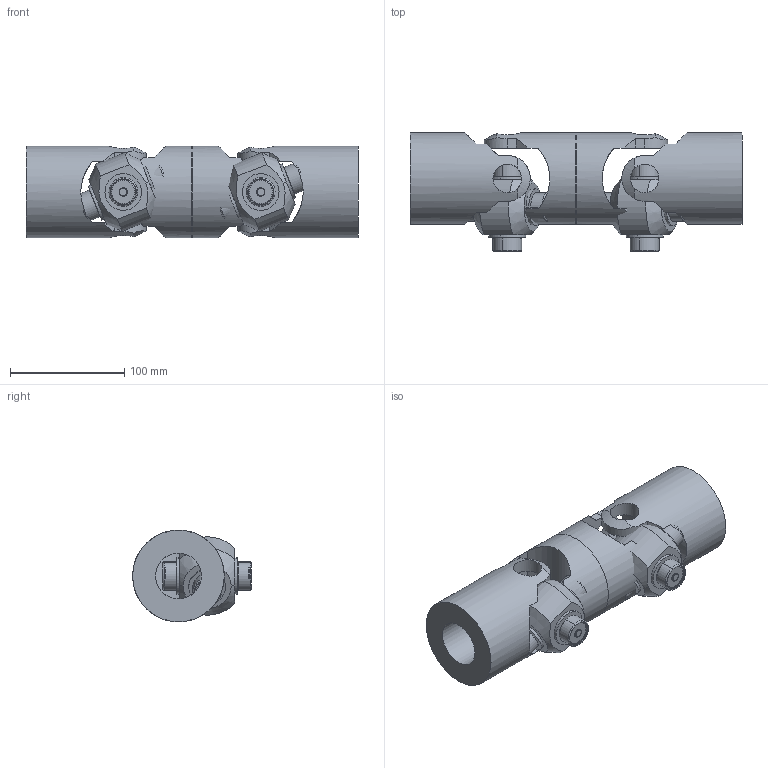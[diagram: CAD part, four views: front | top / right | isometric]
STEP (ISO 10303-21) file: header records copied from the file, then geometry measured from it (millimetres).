
FILE_DESCRIPTION(/* description */ ('Alibre Inc.'),/* implementation_level */ '2;1');
FILE_NAME(/* name */ 'export0',/* time_stamp */ '2012-08-13T16:21:19+02:00',/* author */ (''),/* organization */ (''),/* preprocessor_version */ 'ST-DEVELOPER v12',/* originating_system */ 'Alibre',/* authorisation */ '');
FILE_SCHEMA (('CONFIG_CONTROL_DESIGN'));
Length unit declared in the file: centimetre
Products named in the file (5): ID_1
Bounding box: 290 x 103.6 x 80 mm (x, y, z)
Volume: 1022870.7 mm3; surface area: 200048.6 mm2
Topology: 22 solids, 22 shells, 466 faces, 1070 edges, 682 vertices
Faces by surface type: cylinder 194, plane 132, torus 80, cone 60
Full cylindrical faces by diameter (mm): 25 x8, 40 x2, 80 x4
Entity records: 8348 total; most frequent: CARTESIAN_POINT 2097, DIRECTION 1189, ORIENTED_EDGE 1156, EDGE_CURVE 578, AXIS2_PLACEMENT_3D 558, VERTEX_POINT 375, EDGE_LOOP 311, FACE_BOUND 311
